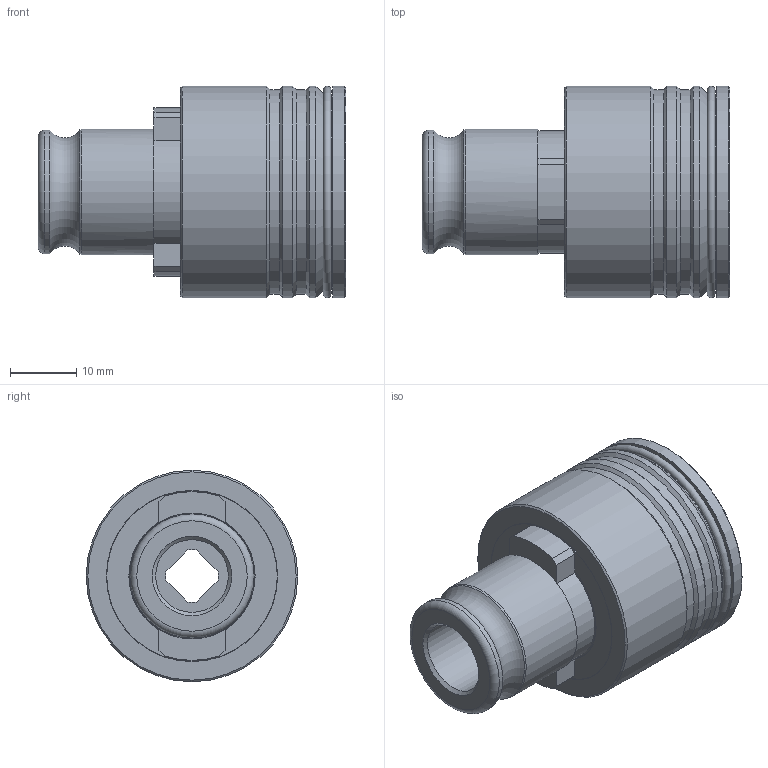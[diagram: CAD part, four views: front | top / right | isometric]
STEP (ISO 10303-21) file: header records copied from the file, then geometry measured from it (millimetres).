
FILE_DESCRIPTION( ( 'Unknown' ), '1' );
FILE_NAME( '16.11.88.stp', 'Unknown', ( 'Unknown' ), ( 'Unknown' ), 'PSStep 15.0.49', 'Unknown', ' ' );
FILE_SCHEMA( ( 'AUTOMOTIVE_DESIGN { 1 0 10303 214 1 1 1 1 }' ) );
Length unit declared in the file: millimetre
Products named in the file (2): 1; 2
Bounding box: 46.5 x 32 x 32 mm (x, y, z)
Volume: 22421.7 mm3; surface area: 9104.4 mm2
Topology: 2 solids, 2 shells, 141 faces, 321 edges, 207 vertices
Faces by surface type: plane 99, cylinder 29, cone 10, torus 3
Full cylindrical faces by diameter (mm): 2 x2, 8 x1, 11 x1, 18.5 x1, 18.7 x1, 18.75 x1, 19 x2, 19.1 x1, 25.8 x1, 25.9 x1, 29.5 x1, 29.9 x1, 30 x1, 31 x2, 32 x4
Entity records: 4868 total; most frequent: DIRECTION 642, CARTESIAN_POINT 628, ORIENTED_EDGE 564, EDGE_CURVE 282, AXIS2_PLACEMENT_3D 217, LINE 208, VECTOR 208, VERTEX_POINT 203
